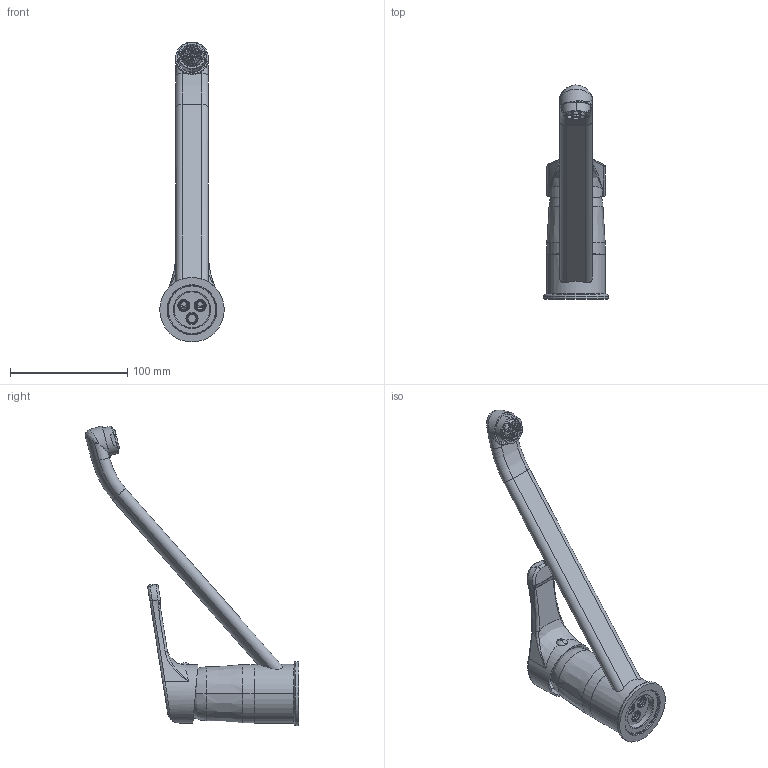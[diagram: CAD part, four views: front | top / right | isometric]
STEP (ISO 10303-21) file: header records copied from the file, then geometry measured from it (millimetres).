
FILE_DESCRIPTION((''),'2;1');
FILE_NAME('NT195CR','2021-11-10T13:10:54',('ut3'),('PAFFONI SpA'),'CREO PARAMETRIC BY PTC INC, 2020044','CREO PARAMETRIC BY PTC INC, 2020044','');
FILE_SCHEMA(('CONFIG_CONTROL_DESIGN','SHAPE_APPEARANCE_LAYERS_GROUPS'));
Products named in the file (1): NT195CR
Bounding box: 55 x 182.32 x 256.03 mm (x, y, z)
Volume: 167576.1 mm3; surface area: 116881.6 mm2
Topology: 2 solids, 3 shells, 1279 faces, 3397 edges, 2151 vertices
Faces by surface type: plane 618, cylinder 387, torus 125, cone 85, bspline 51, sphere 13
Entity records: 58306 total; most frequent: CARTESIAN_POINT 17721, ORIENTED_EDGE 6774, DIRECTION 6469, EDGE_CURVE 3387, AXIS2_PLACEMENT_3D 2382, VERTEX_POINT 2151, VECTOR 1705, LINE 1705
